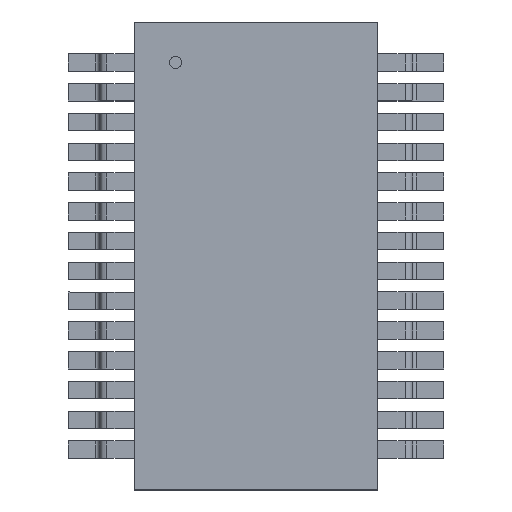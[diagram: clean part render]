
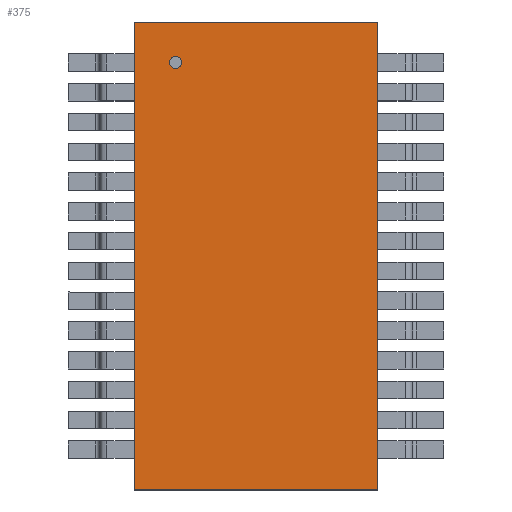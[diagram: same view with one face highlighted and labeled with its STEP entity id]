
A CAD part, top view. The second image highlights one B-rep face of the part: STEP entity #375.
In plain terms, the highlighted planar face has unit normal (0, 0, 1).
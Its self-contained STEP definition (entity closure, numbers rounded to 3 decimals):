
#151=CARTESIAN_POINT('',(2.654,-5.105,2.007));
#150=VERTEX_POINT('',#151);
#161=CARTESIAN_POINT('',(-2.654,-5.105,2.007));
#160=VERTEX_POINT('',#161);
#159=EDGE_CURVE('',#160,#150,#164,.T.);
#164=LINE('',#161,#166);
#166=VECTOR('',#167,5.309);
#167=DIRECTION('',(1.0,0.0,0.0));
#200=CARTESIAN_POINT('',(2.654,5.105,2.007));
#199=VERTEX_POINT('',#200);
#208=EDGE_CURVE('',#150,#199,#213,.T.);
#213=LINE('',#151,#215);
#215=VECTOR('',#216,10.211);
#216=DIRECTION('',(0.0,1.0,0.0));
#249=CARTESIAN_POINT('',(-2.654,5.105,2.007));
#248=VERTEX_POINT('',#249);
#257=EDGE_CURVE('',#199,#248,#262,.T.);
#262=LINE('',#200,#264);
#264=VECTOR('',#265,5.309);
#265=DIRECTION('',(-1.0,0.0,0.0));
#306=EDGE_CURVE('',#248,#160,#311,.T.);
#311=LINE('',#249,#313);
#313=VECTOR('',#314,10.211);
#314=DIRECTION('',(0.0,-1.0,0.0));
#375=ADVANCED_FACE('',(#381),#376,.T.);
#376=PLANE('',#377);
#377=AXIS2_PLACEMENT_3D('',#378,#379,#380);
#378=CARTESIAN_POINT('',(-2.654,-5.105,2.007));
#379=DIRECTION('',(0.0,0.0,1.0));
#380=DIRECTION('',(0.,1.,0.));
#381=FACE_OUTER_BOUND('',#382,.T.);
#382=EDGE_LOOP('',(#383,#393,#403,#413));
#383=ORIENTED_EDGE('',*,*,#159,.T.);
#393=ORIENTED_EDGE('',*,*,#208,.T.);
#403=ORIENTED_EDGE('',*,*,#257,.T.);
#413=ORIENTED_EDGE('',*,*,#306,.T.);
